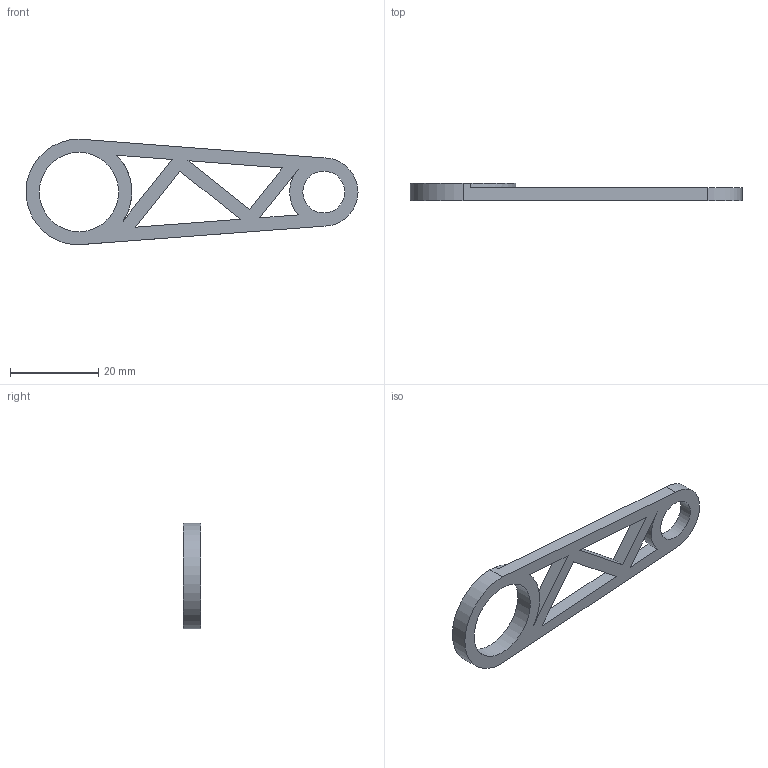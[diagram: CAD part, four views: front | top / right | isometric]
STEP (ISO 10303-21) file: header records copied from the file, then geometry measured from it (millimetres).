
FILE_DESCRIPTION(/* description */ (''),/* implementation_level */ '2;1');
FILE_NAME(/* name */ 'Tube Bracket.step',/* time_stamp */ '2021-12-15T21:43:19+01:00',/* author */ (''),/* organization */ (''),/* preprocessor_version */ 'ST-DEVELOPER v18.1',/* originating_system */ 'Autodesk Translation Framework v10.10.0.1391',/* authorisation */ '');
FILE_SCHEMA (('AUTOMOTIVE_DESIGN { 1 0 10303 214 3 1 1 }'));
Length unit declared in the file: millimetre
Products named in the file (1): Tube Bracket
Bounding box: 75.29 x 4 x 23.99 mm (x, y, z)
Volume: 2429.5 mm3; surface area: 2968.8 mm2
Topology: 1 solids, 1 shells, 23 faces, 66 edges, 42 vertices
Faces by surface type: plane 16, cylinder 7
Full cylindrical faces by diameter (mm): 9.5 x1, 18 x1
Entity records: 809 total; most frequent: ORIENTED_EDGE 132, CARTESIAN_POINT 132, DIRECTION 130, EDGE_CURVE 66, LINE 50, VECTOR 50, VERTEX_POINT 42, AXIS2_PLACEMENT_3D 40
